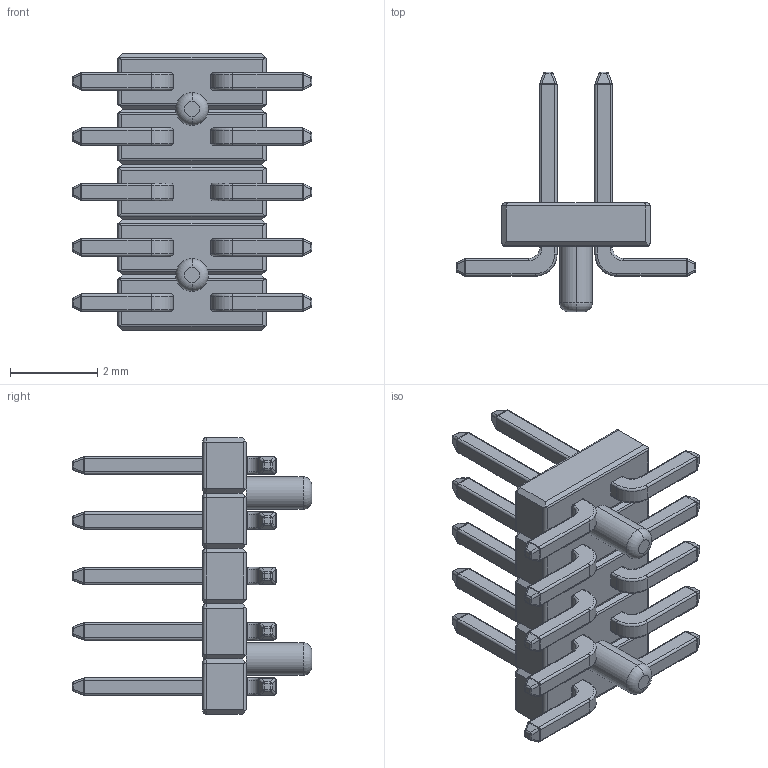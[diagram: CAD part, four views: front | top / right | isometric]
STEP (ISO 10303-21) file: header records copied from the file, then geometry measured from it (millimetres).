
FILE_DESCRIPTION (( 'STEP AP214' ), '1' );
FILE_NAME ('M50-3610542.STEP', '2018-01-16T15:00:31', ( '' ), ( '' ), 'SwSTEP 2.0', 'SolidWorks 2014', '' );
FILE_SCHEMA (( 'AUTOMOTIVE_DESIGN' ));
Length unit declared in the file: millimetre
Products named in the file (3): Alignment-Pin; M50-360-Pin; M50-3610542
Assembly tree (7 placements, depth 2):
  M50-3610542
    M50-360-Pin  x5
    Alignment-Pin  x2
Bounding box: 5.5 x 5.5 x 6.35 mm (x, y, z)
Volume: 30.9 mm3; surface area: 171.9 mm2
Topology: 7 solids, 7 shells, 912 faces, 2010 edges, 1052 vertices
Faces by surface type: cylinder 444, plane 264, sphere 160, torus 44
Entity records: 5988 total; most frequent: DIRECTION 936, CARTESIAN_POINT 850, ORIENTED_EDGE 784, EDGE_CURVE 392, AXIS2_PLACEMENT_3D 364, VERTEX_POINT 214, VECTOR 208, LINE 208
